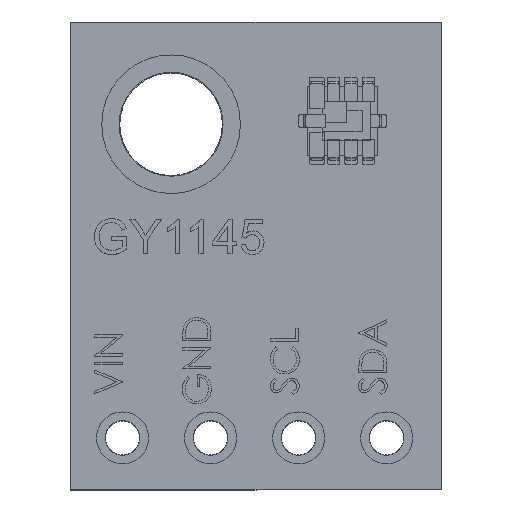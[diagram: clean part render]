
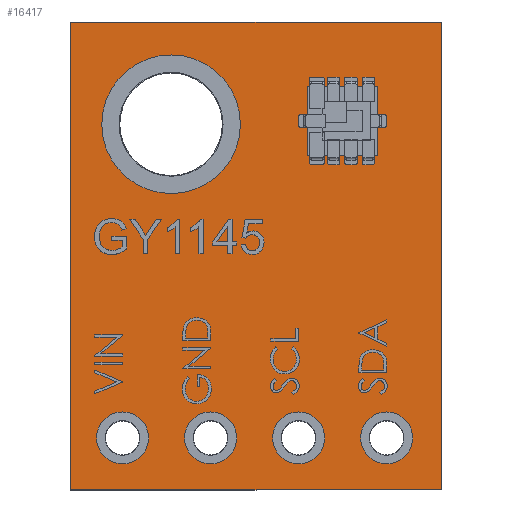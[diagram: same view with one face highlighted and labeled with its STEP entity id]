
A CAD part, top view. The second image highlights one B-rep face of the part: STEP entity #16417.
In plain terms, the highlighted planar face has unit normal (0, 0, 1).
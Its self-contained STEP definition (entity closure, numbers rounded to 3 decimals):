
#596=FACE_BOUND('',#2169,.T.);
#597=FACE_BOUND('',#2170,.T.);
#598=FACE_BOUND('',#2171,.T.);
#599=FACE_BOUND('',#2172,.T.);
#600=FACE_BOUND('',#2173,.T.);
#633=PLANE('',#17532);
#1200=FACE_OUTER_BOUND('',#2168,.T.);
#2168=EDGE_LOOP('',(#10851,#10852,#10853,#10854));
#2169=EDGE_LOOP('',(#10855));
#2170=EDGE_LOOP('',(#10856));
#2171=EDGE_LOOP('',(#10857));
#2172=EDGE_LOOP('',(#10858));
#2173=EDGE_LOOP('',(#10859));
#3167=LINE('',#22989,#4844);
#3171=LINE('',#22996,#4848);
#3174=LINE('',#23002,#4851);
#3176=LINE('',#23005,#4853);
#4844=VECTOR('',#18808,1000.);
#4848=VECTOR('',#18814,1000.);
#4851=VECTOR('',#18819,1000.);
#4853=VECTOR('',#18823,1000.);
#6515=CIRCLE('',#17515,0.5);
#6517=CIRCLE('',#17518,0.5);
#6519=CIRCLE('',#17521,0.5);
#6521=CIRCLE('',#17524,0.5);
#6523=CIRCLE('',#17527,1.5);
#6925=VERTEX_POINT('',#22955);
#6927=VERTEX_POINT('',#22961);
#6929=VERTEX_POINT('',#22967);
#6931=VERTEX_POINT('',#22973);
#6933=VERTEX_POINT('',#22979);
#6936=VERTEX_POINT('',#22986);
#6937=VERTEX_POINT('',#22988);
#6939=VERTEX_POINT('',#22994);
#6941=VERTEX_POINT('',#23000);
#8436=EDGE_CURVE('',#6925,#6925,#6515,.T.);
#8439=EDGE_CURVE('',#6927,#6927,#6517,.T.);
#8442=EDGE_CURVE('',#6929,#6929,#6519,.T.);
#8445=EDGE_CURVE('',#6931,#6931,#6521,.T.);
#8448=EDGE_CURVE('',#6933,#6933,#6523,.T.);
#8451=EDGE_CURVE('',#6937,#6936,#3167,.T.);
#8455=EDGE_CURVE('',#6936,#6939,#3171,.T.);
#8458=EDGE_CURVE('',#6939,#6941,#3174,.T.);
#8460=EDGE_CURVE('',#6941,#6937,#3176,.T.);
#10851=ORIENTED_EDGE('',*,*,#8451,.T.);
#10852=ORIENTED_EDGE('',*,*,#8455,.T.);
#10853=ORIENTED_EDGE('',*,*,#8458,.T.);
#10854=ORIENTED_EDGE('',*,*,#8460,.T.);
#10855=ORIENTED_EDGE('',*,*,#8436,.F.);
#10856=ORIENTED_EDGE('',*,*,#8439,.F.);
#10857=ORIENTED_EDGE('',*,*,#8442,.F.);
#10858=ORIENTED_EDGE('',*,*,#8445,.F.);
#10859=ORIENTED_EDGE('',*,*,#8448,.F.);
#16417=ADVANCED_FACE('',(#1200,#596,#597,#598,#599,#600),#633,.T.);
#17515=AXIS2_PLACEMENT_3D('',#22957,#18774,#18775);
#17518=AXIS2_PLACEMENT_3D('',#22963,#18781,#18782);
#17521=AXIS2_PLACEMENT_3D('',#22969,#18788,#18789);
#17524=AXIS2_PLACEMENT_3D('',#22975,#18795,#18796);
#17527=AXIS2_PLACEMENT_3D('',#22981,#18802,#18803);
#17532=AXIS2_PLACEMENT_3D('',#23006,#18824,#18825);
#18774=DIRECTION('center_axis',(0.,0.,1.));
#18775=DIRECTION('ref_axis',(1.,0.,0.));
#18781=DIRECTION('center_axis',(0.,0.,1.));
#18782=DIRECTION('ref_axis',(1.,0.,0.));
#18788=DIRECTION('center_axis',(0.,0.,1.));
#18789=DIRECTION('ref_axis',(1.,0.,0.));
#18795=DIRECTION('center_axis',(0.,0.,1.));
#18796=DIRECTION('ref_axis',(1.,0.,0.));
#18802=DIRECTION('center_axis',(0.,0.,1.));
#18803=DIRECTION('ref_axis',(1.,0.,0.));
#18808=DIRECTION('',(0.,-1.,0.));
#18814=DIRECTION('',(1.,0.,0.));
#18819=DIRECTION('',(0.,1.,0.));
#18823=DIRECTION('',(-1.,0.,0.));
#18824=DIRECTION('center_axis',(0.,0.,1.));
#18825=DIRECTION('ref_axis',(1.,0.,0.));
#22955=CARTESIAN_POINT('',(-1.81,1.5,1.6));
#22957=CARTESIAN_POINT('Origin',(-1.31,1.5,1.6));
#22961=CARTESIAN_POINT('',(0.73,1.5,1.6));
#22963=CARTESIAN_POINT('Origin',(1.23,1.5,1.6));
#22967=CARTESIAN_POINT('',(3.27,1.5,1.6));
#22969=CARTESIAN_POINT('Origin',(3.77,1.5,1.6));
#22973=CARTESIAN_POINT('',(-4.35,1.5,1.6));
#22975=CARTESIAN_POINT('Origin',(-3.85,1.5,1.6));
#22979=CARTESIAN_POINT('',(-3.95,10.55,1.6));
#22981=CARTESIAN_POINT('Origin',(-2.45,10.55,1.6));
#22986=CARTESIAN_POINT('',(-5.35,0.,1.6));
#22988=CARTESIAN_POINT('',(-5.35,13.5,1.6));
#22989=CARTESIAN_POINT('',(-5.35,13.5,1.6));
#22994=CARTESIAN_POINT('',(5.35,0.,1.6));
#22996=CARTESIAN_POINT('',(-5.35,0.,1.6));
#23000=CARTESIAN_POINT('',(5.35,13.5,1.6));
#23002=CARTESIAN_POINT('',(5.35,13.5,1.6));
#23005=CARTESIAN_POINT('',(-5.35,13.5,1.6));
#23006=CARTESIAN_POINT('Origin',(0.,0.,1.6));
